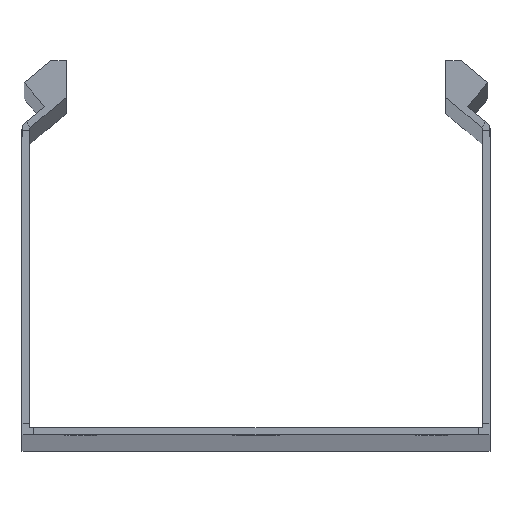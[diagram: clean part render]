
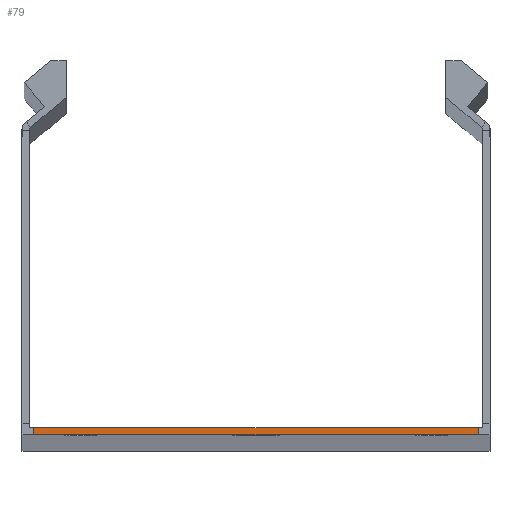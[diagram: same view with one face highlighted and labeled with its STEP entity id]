
A CAD part, top view. The second image highlights one B-rep face of the part: STEP entity #79.
In plain terms, the highlighted planar face has unit normal (0, 0, 1).
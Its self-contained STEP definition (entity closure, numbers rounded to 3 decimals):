
#69 = VECTOR ( 'NONE', #2586, 1000. ) ;
#79 = ADVANCED_FACE ( 'NONE', ( #3521 ), #616, .T. ) ;
#250 = VECTOR ( 'NONE', #4533, 1000. ) ;
#477 = VECTOR ( 'NONE', #2881, 1000. ) ;
#486 = VERTEX_POINT ( 'NONE', #5157 ) ;
#509 = EDGE_CURVE ( 'NONE', #1975, #2958, #2793, .T. ) ;
#529 = VECTOR ( 'NONE', #1034, 1000. ) ;
#545 = CARTESIAN_POINT ( 'NONE',  ( -50., 1.5, 1000. ) ) ;
#616 = PLANE ( 'NONE',  #5112 ) ;
#1025 = CARTESIAN_POINT ( 'NONE',  ( -47.5, 1.5, 1000. ) ) ;
#1034 = DIRECTION ( 'NONE',  ( -1., 0., 0. ) ) ;
#1444 = CARTESIAN_POINT ( 'NONE',  ( -47.5, 0., 1000. ) ) ;
#1555 = EDGE_CURVE ( 'NONE', #486, #4237, #4349, .T. ) ;
#1975 = VERTEX_POINT ( 'NONE', #2562 ) ;
#2035 = ORIENTED_EDGE ( 'NONE', *, *, #5349, .F. ) ;
#2087 = LINE ( 'NONE', #5345, #69 ) ;
#2125 = LINE ( 'NONE', #545, #529 ) ;
#2210 = ORIENTED_EDGE ( 'NONE', *, *, #509, .T. ) ;
#2537 = EDGE_CURVE ( 'NONE', #4237, #1975, #2125, .T. ) ;
#2562 = CARTESIAN_POINT ( 'NONE',  ( -47.5, 1.5, 1000. ) ) ;
#2586 = DIRECTION ( 'NONE',  ( -1., 0., 0. ) ) ;
#2793 = LINE ( 'NONE', #1025, #477 ) ;
#2881 = DIRECTION ( 'NONE',  ( 0., -1., 0. ) ) ;
#2924 = DIRECTION ( 'NONE',  ( 0., 0., 1. ) ) ;
#2958 = VERTEX_POINT ( 'NONE', #1444 ) ;
#3521 = FACE_OUTER_BOUND ( 'NONE', #4563, .T. ) ;
#4016 = CARTESIAN_POINT ( 'NONE',  ( 48.5, 2.5, 1000. ) ) ;
#4065 = ORIENTED_EDGE ( 'NONE', *, *, #1555, .T. ) ;
#4237 = VERTEX_POINT ( 'NONE', #5455 ) ;
#4349 = LINE ( 'NONE', #5546, #250 ) ;
#4533 = DIRECTION ( 'NONE',  ( 0., 1., 0. ) ) ;
#4563 = EDGE_LOOP ( 'NONE', ( #2035, #4065, #5463, #2210 ) ) ;
#5112 = AXIS2_PLACEMENT_3D ( 'NONE', #4016, #2924, #5846 ) ;
#5157 = CARTESIAN_POINT ( 'NONE',  ( 47.5, 0., 1000. ) ) ;
#5345 = CARTESIAN_POINT ( 'NONE',  ( -50., 0., 1000. ) ) ;
#5349 = EDGE_CURVE ( 'NONE', #486, #2958, #2087, .T. ) ;
#5455 = CARTESIAN_POINT ( 'NONE',  ( 47.5, 1.5, 1000. ) ) ;
#5463 = ORIENTED_EDGE ( 'NONE', *, *, #2537, .T. ) ;
#5546 = CARTESIAN_POINT ( 'NONE',  ( 47.5, 0., 1000. ) ) ;
#5846 = DIRECTION ( 'NONE',  ( 1., 0., 0. ) ) ;
